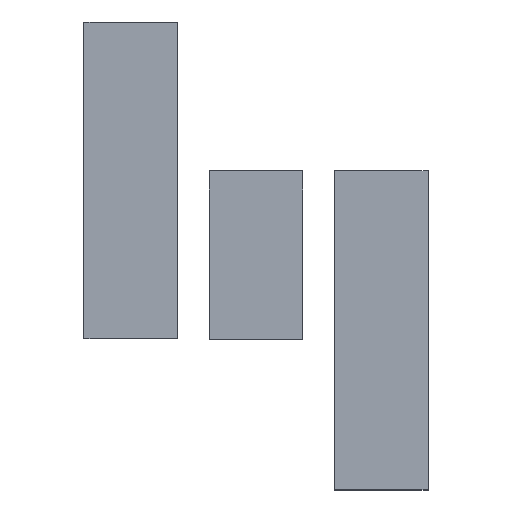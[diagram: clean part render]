
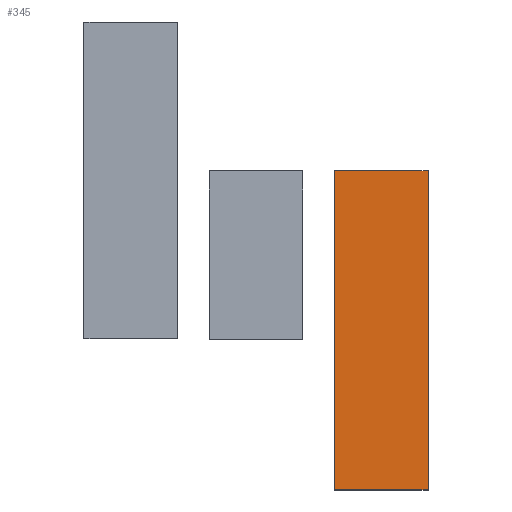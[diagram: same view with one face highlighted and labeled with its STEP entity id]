
A CAD part, top view. The second image highlights one B-rep face of the part: STEP entity #345.
In plain terms, the highlighted planar face has unit normal (0, 0, 1).
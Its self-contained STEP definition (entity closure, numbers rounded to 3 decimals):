
#43 = VERTEX_POINT('',#44);
#44 = CARTESIAN_POINT('',(8.68,-11.805,0.5));
#51 = SURFACE_OF_LINEAR_EXTRUSION('',#52,#55);
#52 = B_SPLINE_CURVE_WITH_KNOTS('',1,(#53,#54),.UNSPECIFIED.,.F.,.F.,(2,
    2),(0.,8.388),.PIECEWISE_BEZIER_KNOTS.);
#53 = CARTESIAN_POINT('',(8.68,-11.805,0.));
#54 = CARTESIAN_POINT('',(6.313,-11.805,0.));
#55 = VECTOR('',#56,1.);
#56 = DIRECTION('',(-0.,-0.,-1.));
#64 = SURFACE_OF_LINEAR_EXTRUSION('',#65,#68);
#65 = B_SPLINE_CURVE_WITH_KNOTS('',1,(#66,#67),.UNSPECIFIED.,.F.,.F.,(2,
    2),(0.,28.519),.PIECEWISE_BEZIER_KNOTS.);
#66 = CARTESIAN_POINT('',(8.68,-3.756,0.));
#67 = CARTESIAN_POINT('',(8.68,-11.805,0.));
#68 = VECTOR('',#69,1.);
#69 = DIRECTION('',(-0.,-0.,-1.));
#77 = EDGE_CURVE('',#43,#78,#80,.T.);
#78 = VERTEX_POINT('',#79);
#79 = CARTESIAN_POINT('',(6.313,-11.805,0.5));
#80 = SURFACE_CURVE('',#81,(#84,#91),.PCURVE_S1.);
#81 = B_SPLINE_CURVE_WITH_KNOTS('',1,(#82,#83),.UNSPECIFIED.,.F.,.F.,(2,
    2),(0.,8.388),.PIECEWISE_BEZIER_KNOTS.);
#82 = CARTESIAN_POINT('',(8.68,-11.805,0.5));
#83 = CARTESIAN_POINT('',(6.313,-11.805,0.5));
#84 = PCURVE('',#51,#85);
#85 = DEFINITIONAL_REPRESENTATION('',(#86),#90);
#86 = LINE('',#87,#88);
#87 = CARTESIAN_POINT('',(0.,-0.5));
#88 = VECTOR('',#89,1.);
#89 = DIRECTION('',(1.,0.));
#90 = ( GEOMETRIC_REPRESENTATION_CONTEXT(2) 
PARAMETRIC_REPRESENTATION_CONTEXT() REPRESENTATION_CONTEXT('2D SPACE',''
  ) );
#91 = PCURVE('',#92,#97);
#92 = PLANE('',#93);
#93 = AXIS2_PLACEMENT_3D('',#94,#95,#96);
#94 = CARTESIAN_POINT('',(8.68,-11.805,0.5));
#95 = DIRECTION('',(0.,0.,1.));
#96 = DIRECTION('',(1.,0.,-0.));
#97 = DEFINITIONAL_REPRESENTATION('',(#98),#101);
#98 = B_SPLINE_CURVE_WITH_KNOTS('',1,(#99,#100),.UNSPECIFIED.,.F.,.F.,(2
    ,2),(0.,8.388),.PIECEWISE_BEZIER_KNOTS.);
#99 = CARTESIAN_POINT('',(0.,0.));
#100 = CARTESIAN_POINT('',(-2.367,0.));
#101 = ( GEOMETRIC_REPRESENTATION_CONTEXT(2) 
PARAMETRIC_REPRESENTATION_CONTEXT() REPRESENTATION_CONTEXT('2D SPACE',''
  ) );
#119 = SURFACE_OF_LINEAR_EXTRUSION('',#120,#123);
#120 = B_SPLINE_CURVE_WITH_KNOTS('',1,(#121,#122),.UNSPECIFIED.,.F.,.F.,
  (2,2),(0.,28.519),.PIECEWISE_BEZIER_KNOTS.);
#121 = CARTESIAN_POINT('',(6.313,-11.805,0.));
#122 = CARTESIAN_POINT('',(6.313,-3.756,0.));
#123 = VECTOR('',#124,1.);
#124 = DIRECTION('',(-0.,-0.,-1.));
#160 = EDGE_CURVE('',#78,#161,#163,.T.);
#161 = VERTEX_POINT('',#162);
#162 = CARTESIAN_POINT('',(6.313,-3.756,0.5));
#163 = SURFACE_CURVE('',#164,(#167,#174),.PCURVE_S1.);
#164 = B_SPLINE_CURVE_WITH_KNOTS('',1,(#165,#166),.UNSPECIFIED.,.F.,.F.,
  (2,2),(0.,28.519),.PIECEWISE_BEZIER_KNOTS.);
#165 = CARTESIAN_POINT('',(6.313,-11.805,0.5));
#166 = CARTESIAN_POINT('',(6.313,-3.756,0.5));
#167 = PCURVE('',#119,#168);
#168 = DEFINITIONAL_REPRESENTATION('',(#169),#173);
#169 = LINE('',#170,#171);
#170 = CARTESIAN_POINT('',(0.,-0.5));
#171 = VECTOR('',#172,1.);
#172 = DIRECTION('',(1.,0.));
#173 = ( GEOMETRIC_REPRESENTATION_CONTEXT(2) 
PARAMETRIC_REPRESENTATION_CONTEXT() REPRESENTATION_CONTEXT('2D SPACE',''
  ) );
#174 = PCURVE('',#92,#175);
#175 = DEFINITIONAL_REPRESENTATION('',(#176),#179);
#176 = B_SPLINE_CURVE_WITH_KNOTS('',1,(#177,#178),.UNSPECIFIED.,.F.,.F.,
  (2,2),(0.,28.519),.PIECEWISE_BEZIER_KNOTS.);
#177 = CARTESIAN_POINT('',(-2.367,0.));
#178 = CARTESIAN_POINT('',(-2.367,8.049));
#179 = ( GEOMETRIC_REPRESENTATION_CONTEXT(2) 
PARAMETRIC_REPRESENTATION_CONTEXT() REPRESENTATION_CONTEXT('2D SPACE',''
  ) );
#197 = SURFACE_OF_LINEAR_EXTRUSION('',#198,#201);
#198 = B_SPLINE_CURVE_WITH_KNOTS('',1,(#199,#200),.UNSPECIFIED.,.F.,.F.,
  (2,2),(0.,8.388),.PIECEWISE_BEZIER_KNOTS.);
#199 = CARTESIAN_POINT('',(6.313,-3.756,0.));
#200 = CARTESIAN_POINT('',(8.68,-3.756,0.));
#201 = VECTOR('',#202,1.);
#202 = DIRECTION('',(-0.,-0.,-1.));
#233 = EDGE_CURVE('',#161,#234,#236,.T.);
#234 = VERTEX_POINT('',#235);
#235 = CARTESIAN_POINT('',(8.68,-3.756,0.5));
#236 = SURFACE_CURVE('',#237,(#240,#247),.PCURVE_S1.);
#237 = B_SPLINE_CURVE_WITH_KNOTS('',1,(#238,#239),.UNSPECIFIED.,.F.,.F.,
  (2,2),(0.,8.388),.PIECEWISE_BEZIER_KNOTS.);
#238 = CARTESIAN_POINT('',(6.313,-3.756,0.5));
#239 = CARTESIAN_POINT('',(8.68,-3.756,0.5));
#240 = PCURVE('',#197,#241);
#241 = DEFINITIONAL_REPRESENTATION('',(#242),#246);
#242 = LINE('',#243,#244);
#243 = CARTESIAN_POINT('',(0.,-0.5));
#244 = VECTOR('',#245,1.);
#245 = DIRECTION('',(1.,0.));
#246 = ( GEOMETRIC_REPRESENTATION_CONTEXT(2) 
PARAMETRIC_REPRESENTATION_CONTEXT() REPRESENTATION_CONTEXT('2D SPACE',''
  ) );
#247 = PCURVE('',#92,#248);
#248 = DEFINITIONAL_REPRESENTATION('',(#249),#252);
#249 = B_SPLINE_CURVE_WITH_KNOTS('',1,(#250,#251),.UNSPECIFIED.,.F.,.F.,
  (2,2),(0.,8.388),.PIECEWISE_BEZIER_KNOTS.);
#250 = CARTESIAN_POINT('',(-2.367,8.049));
#251 = CARTESIAN_POINT('',(0.,8.049));
#252 = ( GEOMETRIC_REPRESENTATION_CONTEXT(2) 
PARAMETRIC_REPRESENTATION_CONTEXT() REPRESENTATION_CONTEXT('2D SPACE',''
  ) );
#300 = EDGE_CURVE('',#234,#43,#301,.T.);
#301 = SURFACE_CURVE('',#302,(#305,#312),.PCURVE_S1.);
#302 = B_SPLINE_CURVE_WITH_KNOTS('',1,(#303,#304),.UNSPECIFIED.,.F.,.F.,
  (2,2),(0.,28.519),.PIECEWISE_BEZIER_KNOTS.);
#303 = CARTESIAN_POINT('',(8.68,-3.756,0.5));
#304 = CARTESIAN_POINT('',(8.68,-11.805,0.5));
#305 = PCURVE('',#64,#306);
#306 = DEFINITIONAL_REPRESENTATION('',(#307),#311);
#307 = LINE('',#308,#309);
#308 = CARTESIAN_POINT('',(0.,-0.5));
#309 = VECTOR('',#310,1.);
#310 = DIRECTION('',(1.,0.));
#311 = ( GEOMETRIC_REPRESENTATION_CONTEXT(2) 
PARAMETRIC_REPRESENTATION_CONTEXT() REPRESENTATION_CONTEXT('2D SPACE',''
  ) );
#312 = PCURVE('',#92,#313);
#313 = DEFINITIONAL_REPRESENTATION('',(#314),#317);
#314 = B_SPLINE_CURVE_WITH_KNOTS('',1,(#315,#316),.UNSPECIFIED.,.F.,.F.,
  (2,2),(0.,28.519),.PIECEWISE_BEZIER_KNOTS.);
#315 = CARTESIAN_POINT('',(0.,8.049));
#316 = CARTESIAN_POINT('',(0.,0.));
#317 = ( GEOMETRIC_REPRESENTATION_CONTEXT(2) 
PARAMETRIC_REPRESENTATION_CONTEXT() REPRESENTATION_CONTEXT('2D SPACE',''
  ) );
#345 = ADVANCED_FACE('',(#346),#92,.T.);
#346 = FACE_BOUND('',#347,.F.);
#347 = EDGE_LOOP('',(#348,#349,#350,#351));
#348 = ORIENTED_EDGE('',*,*,#77,.T.);
#349 = ORIENTED_EDGE('',*,*,#160,.T.);
#350 = ORIENTED_EDGE('',*,*,#233,.T.);
#351 = ORIENTED_EDGE('',*,*,#300,.T.);
